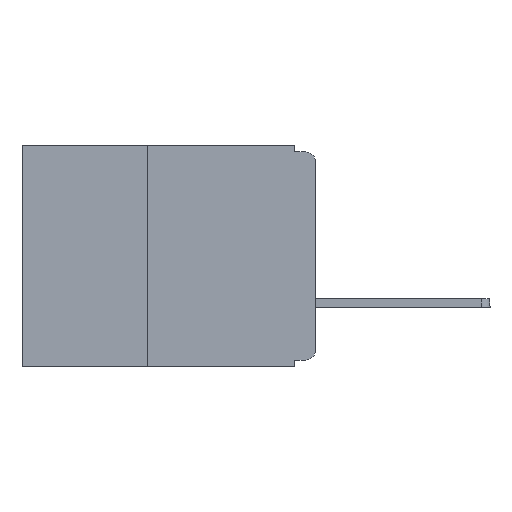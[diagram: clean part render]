
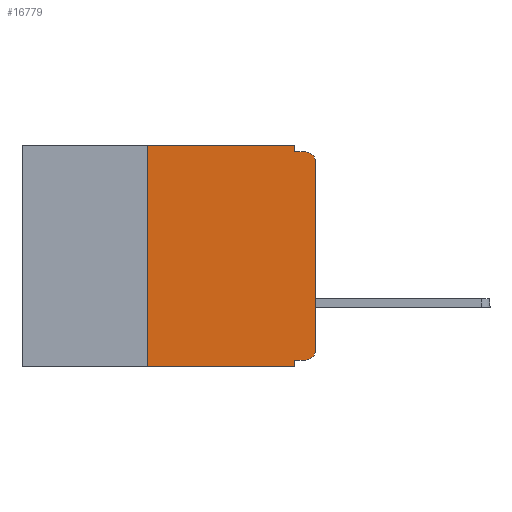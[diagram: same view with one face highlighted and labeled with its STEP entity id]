
A CAD part, left-side view. The second image highlights one B-rep face of the part: STEP entity #16779.
In plain terms, the highlighted planar face has unit normal (-1, 0, 0).
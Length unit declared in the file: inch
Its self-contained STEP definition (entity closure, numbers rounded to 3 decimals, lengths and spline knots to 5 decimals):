
#19 = ORIENTED_EDGE ( 'NONE', *, *, #9359, .F. ) ;
#229 = DIRECTION ( 'NONE',  ( -1., 0., 0. ) ) ;
#236 = EDGE_LOOP ( 'NONE', ( #1488, #21020, #7064, #17376, #3277, #22718, #13707, #23280, #19, #14846 ) ) ;
#1242 = VERTEX_POINT ( 'NONE', #2634 ) ;
#1488 = ORIENTED_EDGE ( 'NONE', *, *, #11273, .T. ) ;
#1925 = EDGE_CURVE ( 'NONE', #8603, #22609, #22353, .T. ) ;
#2413 = VERTEX_POINT ( 'NONE', #14820 ) ;
#2611 = CARTESIAN_POINT ( 'NONE',  ( 0., 0.25, 0. ) ) ;
#2634 = CARTESIAN_POINT ( 'NONE',  ( 0., 0.015, -0.32 ) ) ;
#3277 = ORIENTED_EDGE ( 'NONE', *, *, #17337, .F. ) ;
#3422 = CARTESIAN_POINT ( 'NONE',  ( 0., 0.031, 0. ) ) ;
#3712 = CARTESIAN_POINT ( 'NONE',  ( 0., 0.25, -0.33 ) ) ;
#3984 = VECTOR ( 'NONE', #21650, 39.37008 ) ;
#4547 = AXIS2_PLACEMENT_3D ( 'NONE', #6422, #19204, #8294 ) ;
#4732 = EDGE_CURVE ( 'NONE', #1242, #16323, #7646, .T. ) ;
#4941 = VECTOR ( 'NONE', #22768, 39.37008 ) ;
#5336 = VECTOR ( 'NONE', #10041, 39.37008 ) ;
#6422 = CARTESIAN_POINT ( 'NONE',  ( 0., 0.015, -0.025 ) ) ;
#6783 = CARTESIAN_POINT ( 'NONE',  ( 0., 0.437, 0. ) ) ;
#7064 = ORIENTED_EDGE ( 'NONE', *, *, #18061, .F. ) ;
#7153 = DIRECTION ( 'NONE',  ( 0., 0., -1. ) ) ;
#7389 = VERTEX_POINT ( 'NONE', #11754 ) ;
#7439 = LINE ( 'NONE', #14556, #16626 ) ;
#7646 = CIRCLE ( 'NONE', #21776, 0.015 ) ;
#7675 = DIRECTION ( 'NONE',  ( 0., 0., 1. ) ) ;
#8228 = AXIS2_PLACEMENT_3D ( 'NONE', #6783, #19565, #8658 ) ;
#8294 = DIRECTION ( 'NONE',  ( 0., 0., -1. ) ) ;
#8335 = VECTOR ( 'NONE', #7153, 39.37008 ) ;
#8603 = VERTEX_POINT ( 'NONE', #22488 ) ;
#8658 = DIRECTION ( 'NONE',  ( 0., 0., -1. ) ) ;
#8945 = LINE ( 'NONE', #19869, #3984 ) ;
#9334 = CARTESIAN_POINT ( 'NONE',  ( 0., 0.031, -0.01 ) ) ;
#9359 = EDGE_CURVE ( 'NONE', #1242, #2413, #10879, .T. ) ;
#10041 = DIRECTION ( 'NONE',  ( 0., 1., 0. ) ) ;
#10154 = EDGE_CURVE ( 'NONE', #12165, #13323, #21002, .T. ) ;
#10879 = LINE ( 'NONE', #19097, #5336 ) ;
#11273 = EDGE_CURVE ( 'NONE', #16323, #12165, #12213, .T. ) ;
#11340 = EDGE_CURVE ( 'NONE', #2413, #22609, #19555, .T. ) ;
#11449 = CARTESIAN_POINT ( 'NONE',  ( 0., 0.015, -0.305 ) ) ;
#11754 = CARTESIAN_POINT ( 'NONE',  ( 0., 0.031, 0. ) ) ;
#12165 = VERTEX_POINT ( 'NONE', #12571 ) ;
#12213 = LINE ( 'NONE', #15378, #21806 ) ;
#12571 = CARTESIAN_POINT ( 'NONE',  ( 0., 0., -0.025 ) ) ;
#12784 = VECTOR ( 'NONE', #17027, 39.37008 ) ;
#12970 = EDGE_CURVE ( 'NONE', #8603, #15381, #17802, .T. ) ;
#13013 = VECTOR ( 'NONE', #14775, 39.37008 ) ;
#13269 = DIRECTION ( 'NONE',  ( 0., 0., -1. ) ) ;
#13323 = VERTEX_POINT ( 'NONE', #13979 ) ;
#13707 = ORIENTED_EDGE ( 'NONE', *, *, #1925, .T. ) ;
#13979 = CARTESIAN_POINT ( 'NONE',  ( 0., 0.015, -0.01 ) ) ;
#14028 = EDGE_CURVE ( 'NONE', #7389, #19766, #14941, .T. ) ;
#14556 = CARTESIAN_POINT ( 'NONE',  ( 0., 0., -0.01 ) ) ;
#14775 = DIRECTION ( 'NONE',  ( 0., 0., 1. ) ) ;
#14820 = CARTESIAN_POINT ( 'NONE',  ( 0., 0.031, -0.32 ) ) ;
#14846 = ORIENTED_EDGE ( 'NONE', *, *, #4732, .T. ) ;
#14941 = LINE ( 'NONE', #3422, #8335 ) ;
#15378 = CARTESIAN_POINT ( 'NONE',  ( 0., 0., 0. ) ) ;
#15381 = VERTEX_POINT ( 'NONE', #2611 ) ;
#15701 = CARTESIAN_POINT ( 'NONE',  ( 0., 0.437, -0.33 ) ) ;
#16323 = VERTEX_POINT ( 'NONE', #21782 ) ;
#16626 = VECTOR ( 'NONE', #23507, 39.37008 ) ;
#16779 = ADVANCED_FACE ( 'NONE', ( #21703 ), #17735, .F. ) ;
#17027 = DIRECTION ( 'NONE',  ( 0., -1., 0. ) ) ;
#17337 = EDGE_CURVE ( 'NONE', #15381, #7389, #8945, .T. ) ;
#17376 = ORIENTED_EDGE ( 'NONE', *, *, #14028, .F. ) ;
#17735 = PLANE ( 'NONE',  #8228 ) ;
#17802 = LINE ( 'NONE', #3712, #13013 ) ;
#18061 = EDGE_CURVE ( 'NONE', #19766, #13323, #7439, .T. ) ;
#19097 = CARTESIAN_POINT ( 'NONE',  ( 0., 0., -0.32 ) ) ;
#19204 = DIRECTION ( 'NONE',  ( -1., 0., 0. ) ) ;
#19555 = LINE ( 'NONE', #20956, #4941 ) ;
#19565 = DIRECTION ( 'NONE',  ( 1., 0., 0. ) ) ;
#19766 = VERTEX_POINT ( 'NONE', #9334 ) ;
#19869 = CARTESIAN_POINT ( 'NONE',  ( 0., 0.437, 0. ) ) ;
#20886 = CARTESIAN_POINT ( 'NONE',  ( 0., 0.031, -0.33 ) ) ;
#20956 = CARTESIAN_POINT ( 'NONE',  ( 0., 0.031, -0.33 ) ) ;
#21002 = CIRCLE ( 'NONE', #4547, 0.015 ) ;
#21020 = ORIENTED_EDGE ( 'NONE', *, *, #10154, .T. ) ;
#21650 = DIRECTION ( 'NONE',  ( 0., -1., 0. ) ) ;
#21703 = FACE_OUTER_BOUND ( 'NONE', #236, .T. ) ;
#21776 = AXIS2_PLACEMENT_3D ( 'NONE', #11449, #229, #13269 ) ;
#21782 = CARTESIAN_POINT ( 'NONE',  ( 0., 0., -0.305 ) ) ;
#21806 = VECTOR ( 'NONE', #7675, 39.37008 ) ;
#22353 = LINE ( 'NONE', #15701, #12784 ) ;
#22488 = CARTESIAN_POINT ( 'NONE',  ( 0., 0.25, -0.33 ) ) ;
#22609 = VERTEX_POINT ( 'NONE', #20886 ) ;
#22718 = ORIENTED_EDGE ( 'NONE', *, *, #12970, .F. ) ;
#22768 = DIRECTION ( 'NONE',  ( 0., 0., -1. ) ) ;
#23280 = ORIENTED_EDGE ( 'NONE', *, *, #11340, .F. ) ;
#23507 = DIRECTION ( 'NONE',  ( 0., -1., 0. ) ) ;
